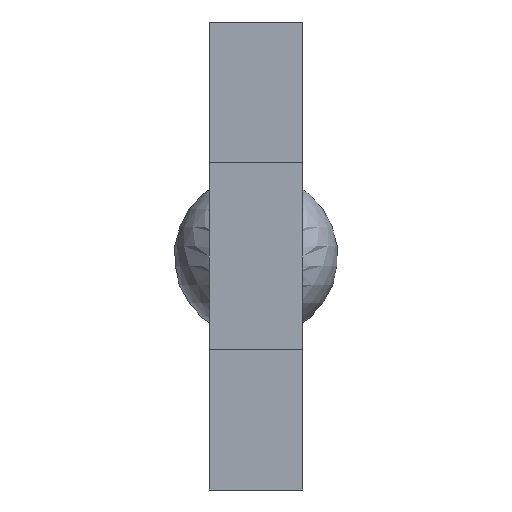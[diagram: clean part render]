
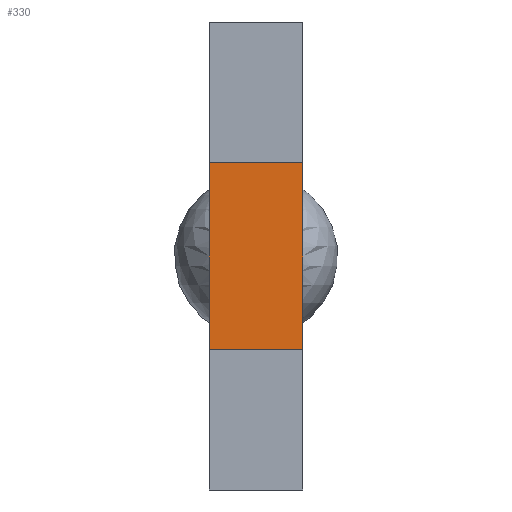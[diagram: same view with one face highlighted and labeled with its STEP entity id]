
A CAD part, left-side view. The second image highlights one B-rep face of the part: STEP entity #330.
In plain terms, the highlighted planar face has unit normal (-1, 0, 0).
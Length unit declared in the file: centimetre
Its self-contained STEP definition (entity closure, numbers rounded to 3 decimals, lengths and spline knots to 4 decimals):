
#23=PLANE('',#356);
#54=LINE('',#517,#93);
#55=LINE('',#520,#94);
#56=LINE('',#522,#95);
#57=LINE('',#523,#96);
#93=VECTOR('',#423,1.);
#94=VECTOR('',#426,1.);
#95=VECTOR('',#427,1.);
#96=VECTOR('',#428,1.);
#119=FACE_OUTER_BOUND('',#136,.T.);
#136=EDGE_LOOP('',(#273,#274,#275,#276));
#171=VERTEX_POINT('',#513);
#172=VERTEX_POINT('',#515);
#173=VERTEX_POINT('',#519);
#174=VERTEX_POINT('',#521);
#212=EDGE_CURVE('',#171,#172,#54,.T.);
#213=EDGE_CURVE('',#171,#173,#55,.T.);
#214=EDGE_CURVE('',#174,#172,#56,.T.);
#215=EDGE_CURVE('',#173,#174,#57,.T.);
#273=ORIENTED_EDGE('',*,*,#213,.F.);
#274=ORIENTED_EDGE('',*,*,#212,.T.);
#275=ORIENTED_EDGE('',*,*,#214,.F.);
#276=ORIENTED_EDGE('',*,*,#215,.F.);
#330=ADVANCED_FACE('',(#119),#23,.T.);
#356=AXIS2_PLACEMENT_3D('',#518,#424,#425);
#423=DIRECTION('',(0.,1.,0.));
#424=DIRECTION('center_axis',(-1.,0.,0.));
#425=DIRECTION('ref_axis',(0.,0.,1.));
#426=DIRECTION('',(0.,0.,-1.));
#427=DIRECTION('',(0.,0.,1.));
#428=DIRECTION('',(0.,1.,0.));
#513=CARTESIAN_POINT('',(-0.1,0.,0.8));
#515=CARTESIAN_POINT('',(-0.1,0.2,0.8));
#517=CARTESIAN_POINT('',(-0.1,0.,0.8));
#518=CARTESIAN_POINT('Origin',(-0.1,0.,0.2));
#519=CARTESIAN_POINT('',(-0.1,0.,0.2));
#520=CARTESIAN_POINT('',(-0.1,0.,0.8));
#521=CARTESIAN_POINT('',(-0.1,0.2,0.2));
#522=CARTESIAN_POINT('',(-0.1,0.2,0.8));
#523=CARTESIAN_POINT('',(-0.1,0.,0.2));
